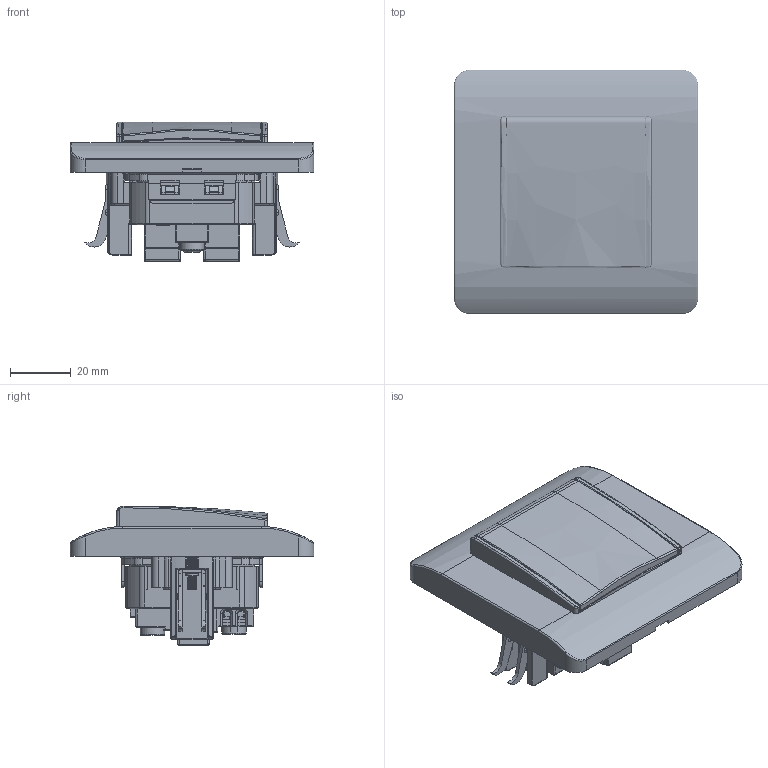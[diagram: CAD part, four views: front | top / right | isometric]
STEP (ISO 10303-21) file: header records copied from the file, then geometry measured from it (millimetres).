
FILE_DESCRIPTION((''),'2;1');
FILE_NAME('DSC-GNJ-X_ASM_8_ASM_ASM','2023-12-15T',('wznwsJS'),(''),'PRO/ENGINEER BY PARAMETRIC TECHNOLOGY CORPORATION, 2008380','PRO/ENGINEER BY PARAMETRIC TECHNOLOGY CORPORATION, 2008380','');
FILE_SCHEMA(('CONFIG_CONTROL_DESIGN'));
Length unit declared in the file: millimetre
Products named in the file (20): PRT0020; DS-LNCT_2_3; YXP-8X8_1_4; LS-M3-5X7_1_3; DSCT-ZJX_ASM_4_ASM_3_ASM; PRT0021; YXB_7_2_3; PRT0022; PRT0023; PRT0024; PRT0025; MB_U_12-COVER_2; PRT0026; PRT0027; PRT0028; ASM0013_ASM; PRT0029; GERMAN_COVER_1; DSC-GNJ-X_ASM_8_ASM_8_ASM; DSC-GNJ-X_ASM_8_ASM_ASM
Assembly tree (21 placements, depth 4):
  DSC-GNJ-X_ASM_8_ASM_ASM
    DSC-GNJ-X_ASM_8_ASM_8_ASM
      PRT0020
      DSCT-ZJX_ASM_4_ASM_3_ASM  x2
        DS-LNCT_2_3
        YXP-8X8_1_4
        LS-M3-5X7_1_3
      PRT0021
      YXB_7_2_3
      PRT0022
      PRT0023
      PRT0024
      PRT0025
      MB_U_12-COVER_2
      PRT0026
      ASM0013_ASM  x2
        PRT0027
        PRT0028
      PRT0029
      GERMAN_COVER_1
Bounding box: 80 x 80 x 45.8 mm (x, y, z)
Volume: 44859.3 mm3; surface area: 67164.8 mm2
Topology: 21 solids, 21 shells, 4066 faces, 11407 edges, 7391 vertices
Faces by surface type: plane 2000, cylinder 1399, torus 294, bspline 206, cone 114, sphere 53
Entity records: 142788 total; most frequent: CARTESIAN_POINT 47671, ORIENTED_EDGE 20540, DIRECTION 19393, EDGE_CURVE 10270, AXIS2_PLACEMENT_3D 6688, VERTEX_POINT 6682, VECTOR 6017, LINE 6017
